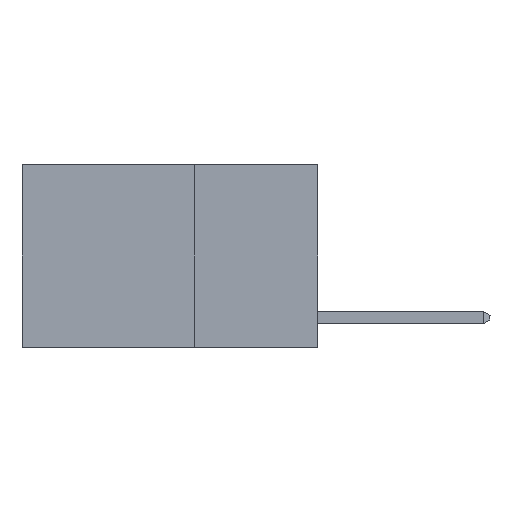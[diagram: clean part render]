
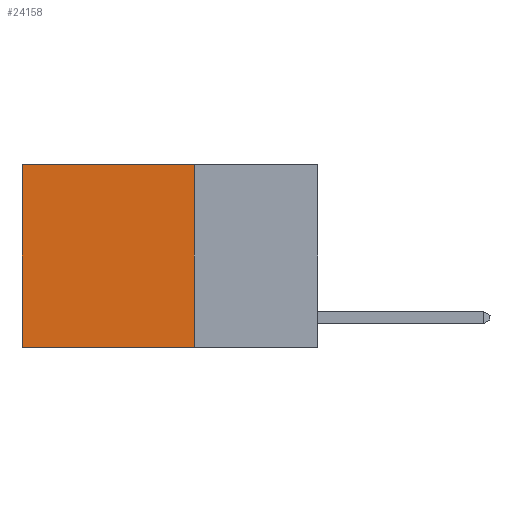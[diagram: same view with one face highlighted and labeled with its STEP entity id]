
A CAD part, left-side view. The second image highlights one B-rep face of the part: STEP entity #24158.
In plain terms, the highlighted planar face has unit normal (-1, 0, 0).
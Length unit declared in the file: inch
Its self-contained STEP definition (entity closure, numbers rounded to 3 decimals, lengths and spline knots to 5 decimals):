
#90 = VECTOR ( 'NONE', #21511, 39.37008 ) ;
#747 = VERTEX_POINT ( 'NONE', #19747 ) ;
#1952 = EDGE_CURVE ( 'NONE', #12888, #747, #20169, .T. ) ;
#2227 = CARTESIAN_POINT ( 'NONE',  ( 0.2625, 0.25, -0.37 ) ) ;
#3136 = DIRECTION ( 'NONE',  ( 1., 0., 0. ) ) ;
#5101 = AXIS2_PLACEMENT_3D ( 'NONE', #25022, #3136, #7326 ) ;
#5566 = LINE ( 'NONE', #9947, #90 ) ;
#5570 = EDGE_CURVE ( 'NONE', #747, #18384, #5566, .T. ) ;
#6188 = DIRECTION ( 'NONE',  ( 0., 1., 0. ) ) ;
#6322 = LINE ( 'NONE', #2227, #20682 ) ;
#6857 = ORIENTED_EDGE ( 'NONE', *, *, #5570, .T. ) ;
#6951 = PLANE ( 'NONE',  #5101 ) ;
#7073 = FACE_OUTER_BOUND ( 'NONE', #23928, .T. ) ;
#7326 = DIRECTION ( 'NONE',  ( 0., 0., -1. ) ) ;
#8259 = CARTESIAN_POINT ( 'NONE',  ( 0.2625, 0.6, -0.37 ) ) ;
#9947 = CARTESIAN_POINT ( 'NONE',  ( 0.2625, 0.6, 0. ) ) ;
#10648 = CARTESIAN_POINT ( 'NONE',  ( 0.2625, 0.25, 0. ) ) ;
#10961 = EDGE_CURVE ( 'NONE', #12888, #19064, #12439, .T. ) ;
#11070 = DIRECTION ( 'NONE',  ( 0., 0., -1. ) ) ;
#12439 = LINE ( 'NONE', #14515, #24116 ) ;
#12888 = VERTEX_POINT ( 'NONE', #18768 ) ;
#14515 = CARTESIAN_POINT ( 'NONE',  ( 0.2625, 0.25, 0. ) ) ;
#14821 = EDGE_CURVE ( 'NONE', #19064, #18384, #6322, .T. ) ;
#16200 = ORIENTED_EDGE ( 'NONE', *, *, #14821, .F. ) ;
#17410 = ORIENTED_EDGE ( 'NONE', *, *, #1952, .T. ) ;
#18384 = VERTEX_POINT ( 'NONE', #8259 ) ;
#18768 = CARTESIAN_POINT ( 'NONE',  ( 0.2625, 0.25, 0. ) ) ;
#19064 = VERTEX_POINT ( 'NONE', #19074 ) ;
#19074 = CARTESIAN_POINT ( 'NONE',  ( 0.2625, 0.25, -0.37 ) ) ;
#19747 = CARTESIAN_POINT ( 'NONE',  ( 0.2625, 0.6, 0. ) ) ;
#20169 = LINE ( 'NONE', #10648, #22653 ) ;
#20682 = VECTOR ( 'NONE', #22111, 39.37008 ) ;
#21511 = DIRECTION ( 'NONE',  ( 0., 0., -1. ) ) ;
#21614 = ORIENTED_EDGE ( 'NONE', *, *, #10961, .F. ) ;
#22111 = DIRECTION ( 'NONE',  ( 0., 1., 0. ) ) ;
#22653 = VECTOR ( 'NONE', #6188, 39.37008 ) ;
#23928 = EDGE_LOOP ( 'NONE', ( #6857, #16200, #21614, #17410 ) ) ;
#24116 = VECTOR ( 'NONE', #11070, 39.37008 ) ;
#24158 = ADVANCED_FACE ( 'NONE', ( #7073 ), #6951, .F. ) ;
#25022 = CARTESIAN_POINT ( 'NONE',  ( 0.2625, 0.25, 0. ) ) ;
